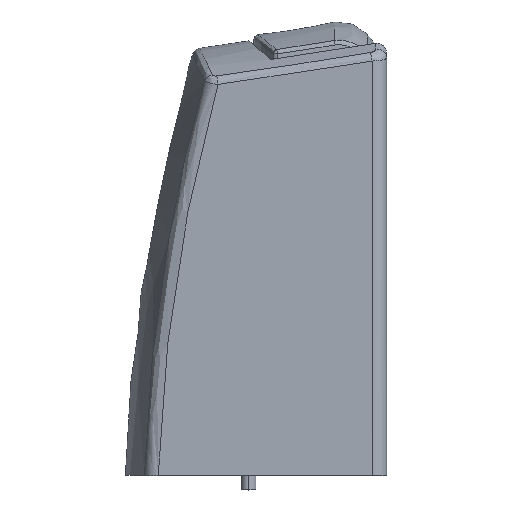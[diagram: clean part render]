
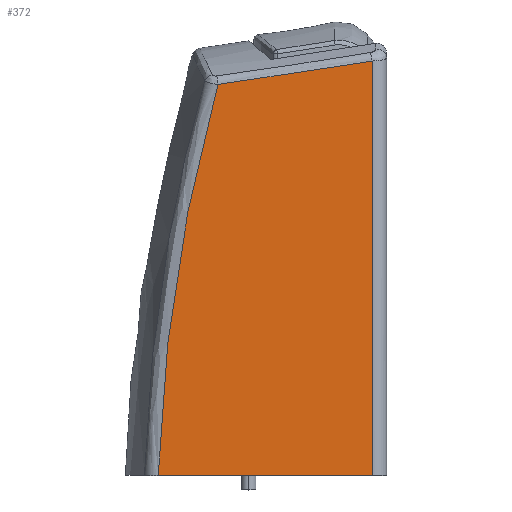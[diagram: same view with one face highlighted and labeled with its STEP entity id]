
A CAD part, top view. The second image highlights one B-rep face of the part: STEP entity #372.
In plain terms, the highlighted planar face has unit normal (0, 0, 1).
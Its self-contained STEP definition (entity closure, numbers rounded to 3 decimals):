
#372 = ADVANCED_FACE ( 'NONE', ( #4694 ), #6160, .T. ) ;
#863 = VERTEX_POINT ( 'NONE', #6479 ) ;
#874 = VERTEX_POINT ( 'NONE', #6909 ) ;
#1008 = VERTEX_POINT ( 'NONE', #7173 ) ;
#1010 = VERTEX_POINT ( 'NONE', #7177 ) ;
#2343 = VECTOR ( 'NONE', #9550, 1000. ) ;
#2348 = VECTOR ( 'NONE', #9539, 1000. ) ;
#3125 = ORIENTED_EDGE ( 'NONE', *, *, #10341, .T. ) ;
#3126 = ORIENTED_EDGE ( 'NONE', *, *, #10345, .T. ) ;
#3127 = ORIENTED_EDGE ( 'NONE', *, *, #10343, .T. ) ;
#3128 = ORIENTED_EDGE ( 'NONE', *, *, #10339, .T. ) ;
#3626 = EDGE_LOOP ( 'NONE', ( #3125, #3127, #3126, #3128 ) ) ;
#4692 = AXIS2_PLACEMENT_3D ( 'NONE', #6161, #6162, #6163 ) ;
#4694 = FACE_OUTER_BOUND ( 'NONE', #3626, .T. ) ;
#6160 = PLANE ( 'NONE',  #4692 ) ;
#6161 = CARTESIAN_POINT ( 'NONE',  ( 295.826, -88.452, 27.5 ) ) ;
#6162 = DIRECTION ( 'NONE',  ( 0., 0., 1. ) ) ;
#6163 = DIRECTION ( 'NONE',  ( 1., 0., 0. ) ) ;
#6479 = CARTESIAN_POINT ( 'NONE',  ( -3., -77.35, 27.5 ) ) ;
#6909 = CARTESIAN_POINT ( 'NONE',  ( -47.203, -77.35, 27.5 ) ) ;
#7173 = CARTESIAN_POINT ( 'NONE',  ( -34.865, 3.394, 27.5 ) ) ;
#7177 = CARTESIAN_POINT ( 'NONE',  ( -3., 8.232, 27.5 ) ) ;
#7694 = B_SPLINE_CURVE_WITH_KNOTS ( 'NONE', 3,
 ( #9558, #9559, #9560, #9561, #9562, #9563 ),
 .UNSPECIFIED., .F., .F.,
 ( 4, 2, 4 ),
 ( 0., 0.016, 0.032 ),
 .UNSPECIFIED. ) ;
#7696 = B_SPLINE_CURVE_WITH_KNOTS ( 'NONE', 3,
 ( #9570, #9571, #9572, #9573, #9574, #9575 ),
 .UNSPECIFIED., .F., .F.,
 ( 4, 2, 4 ),
 ( 0.001, 0.042, 0.083 ),
 .UNSPECIFIED. ) ;
#9537 = LINE ( 'NONE', #9538, #2348 ) ;
#9538 = CARTESIAN_POINT ( 'NONE',  ( -53.998, -77.35, 27.5 ) ) ;
#9539 = DIRECTION ( 'NONE',  ( 1., 0., 0. ) ) ;
#9548 = LINE ( 'NONE', #9549, #2343 ) ;
#9549 = CARTESIAN_POINT ( 'NONE',  ( -3., 9.977, 27.5 ) ) ;
#9550 = DIRECTION ( 'NONE',  ( 0., 1., 0. ) ) ;
#9558 = CARTESIAN_POINT ( 'NONE',  ( -3., 8.232, 27.5 ) ) ;
#9559 = CARTESIAN_POINT ( 'NONE',  ( -8.303, 7.373, 27.5 ) ) ;
#9560 = CARTESIAN_POINT ( 'NONE',  ( -13.608, 6.527, 27.5 ) ) ;
#9561 = CARTESIAN_POINT ( 'NONE',  ( -24.227, 4.898, 27.5 ) ) ;
#9562 = CARTESIAN_POINT ( 'NONE',  ( -29.541, 4.114, 27.5 ) ) ;
#9563 = CARTESIAN_POINT ( 'NONE',  ( -34.865, 3.394, 27.5 ) ) ;
#9570 = CARTESIAN_POINT ( 'NONE',  ( -34.865, 3.394, 27.5 ) ) ;
#9571 = CARTESIAN_POINT ( 'NONE',  ( -38.52, -9.768, 27.5 ) ) ;
#9572 = CARTESIAN_POINT ( 'NONE',  ( -41.38, -23.102, 27.5 ) ) ;
#9573 = CARTESIAN_POINT ( 'NONE',  ( -45.508, -50.114, 27.5 ) ) ;
#9574 = CARTESIAN_POINT ( 'NONE',  ( -46.761, -63.694, 27.5 ) ) ;
#9575 = CARTESIAN_POINT ( 'NONE',  ( -47.203, -77.35, 27.5 ) ) ;
#10339 = EDGE_CURVE ( 'NONE', #874, #863, #9537, .T. ) ;
#10341 = EDGE_CURVE ( 'NONE', #863, #1010, #9548, .T. ) ;
#10343 = EDGE_CURVE ( 'NONE', #1010, #1008, #7694, .T. ) ;
#10345 = EDGE_CURVE ( 'NONE', #1008, #874, #7696, .T. ) ;
